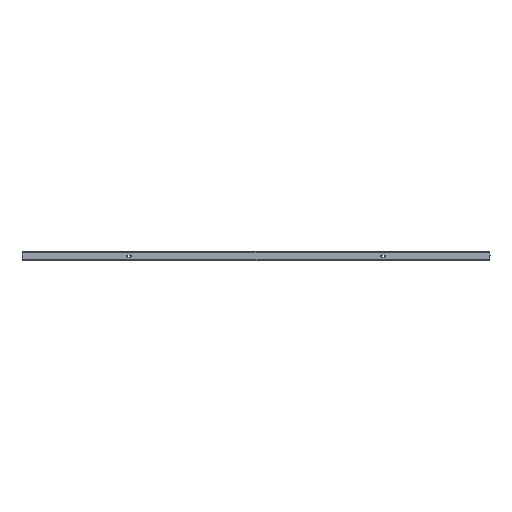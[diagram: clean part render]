
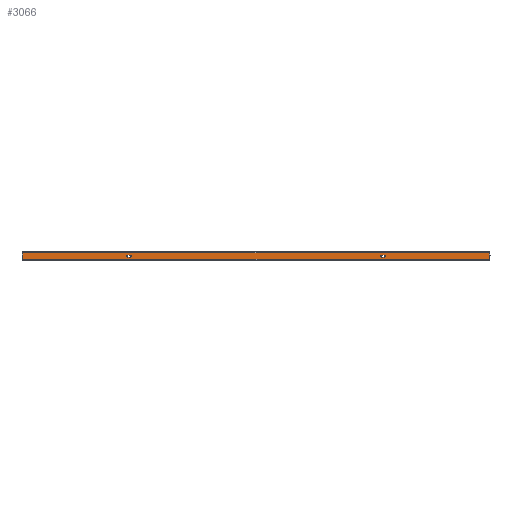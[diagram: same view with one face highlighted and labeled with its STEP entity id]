
A CAD part, left-side view. The second image highlights one B-rep face of the part: STEP entity #3066.
In plain terms, the highlighted planar face has unit normal (-1, 0, 0).
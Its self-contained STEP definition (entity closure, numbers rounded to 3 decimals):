
#30 = DIRECTION ( 'NONE',  ( 1., 0., 0. ) ) ;
#83 = LINE ( 'NONE', #3223, #1639 ) ;
#84 = ORIENTED_EDGE ( 'NONE', *, *, #2766, .T. ) ;
#89 = VERTEX_POINT ( 'NONE', #6745 ) ;
#165 = AXIS2_PLACEMENT_3D ( 'NONE', #207, #3509, #6966 ) ;
#207 = CARTESIAN_POINT ( 'NONE',  ( -244., -345.7, -13. ) ) ;
#217 = EDGE_LOOP ( 'NONE', ( #2219, #6988, #7517, #6565 ) ) ;
#272 = EDGE_CURVE ( 'NONE', #7356, #9149, #6319, .T. ) ;
#385 = VECTOR ( 'NONE', #9620, 1000. ) ;
#446 = EDGE_CURVE ( 'NONE', #7637, #89, #7501, .T. ) ;
#756 = VECTOR ( 'NONE', #3944, 1000. ) ;
#883 = LINE ( 'NONE', #3367, #3679 ) ;
#947 = AXIS2_PLACEMENT_3D ( 'NONE', #5826, #30, #2424 ) ;
#1004 = CARTESIAN_POINT ( 'NONE',  ( -244., 641.929, -22. ) ) ;
#1139 = DIRECTION ( 'NONE',  ( 0., 0., -1. ) ) ;
#1271 = EDGE_CURVE ( 'NONE', #7959, #6147, #9465, .T. ) ;
#1321 = CARTESIAN_POINT ( 'NONE',  ( -244., 352.7, -15.5 ) ) ;
#1390 = VERTEX_POINT ( 'NONE', #7600 ) ;
#1403 = FACE_BOUND ( 'NONE', #7989, .T. ) ;
#1476 = CARTESIAN_POINT ( 'NONE',  ( -244., -352.7, -10.5 ) ) ;
#1486 = CARTESIAN_POINT ( 'NONE',  ( -244., -345.7, -15.5 ) ) ;
#1639 = VECTOR ( 'NONE', #3438, 1000. ) ;
#1692 = CARTESIAN_POINT ( 'NONE',  ( -244., 641.929, 0. ) ) ;
#1770 = ORIENTED_EDGE ( 'NONE', *, *, #6557, .T. ) ;
#2065 = DIRECTION ( 'NONE',  ( 0., -1., 0. ) ) ;
#2219 = ORIENTED_EDGE ( 'NONE', *, *, #272, .T. ) ;
#2424 = DIRECTION ( 'NONE',  ( 0., 0., -1. ) ) ;
#2678 = VECTOR ( 'NONE', #8712, 1000. ) ;
#2766 = EDGE_CURVE ( 'NONE', #8188, #9212, #10560, .T. ) ;
#2795 = LINE ( 'NONE', #1692, #8838 ) ;
#2904 = EDGE_CURVE ( 'NONE', #1390, #7356, #2795, .T. ) ;
#2925 = CARTESIAN_POINT ( 'NONE',  ( -244., -644., -4. ) ) ;
#2991 = VERTEX_POINT ( 'NONE', #7760 ) ;
#3066 = ADVANCED_FACE ( 'NONE', ( #8800, #1403, #5392 ), #7871, .F. ) ;
#3113 = DIRECTION ( 'NONE',  ( 1., 0., 0. ) ) ;
#3208 = CARTESIAN_POINT ( 'NONE',  ( -244., 345.7, -10.5 ) ) ;
#3223 = CARTESIAN_POINT ( 'NONE',  ( -244., 352.7, -15.5 ) ) ;
#3260 = EDGE_CURVE ( 'NONE', #89, #8188, #6324, .T. ) ;
#3367 = CARTESIAN_POINT ( 'NONE',  ( -244., -641.929, -2. ) ) ;
#3438 = DIRECTION ( 'NONE',  ( 0., 1., 0. ) ) ;
#3509 = DIRECTION ( 'NONE',  ( 1., 0., 0. ) ) ;
#3549 = DIRECTION ( 'NONE',  ( 0., 0., -1. ) ) ;
#3679 = VECTOR ( 'NONE', #5040, 1000. ) ;
#3944 = DIRECTION ( 'NONE',  ( 0., -1., 0. ) ) ;
#3991 = AXIS2_PLACEMENT_3D ( 'NONE', #5790, #8160, #8274 ) ;
#4082 = ORIENTED_EDGE ( 'NONE', *, *, #5593, .T. ) ;
#4608 = VERTEX_POINT ( 'NONE', #6581 ) ;
#5040 = DIRECTION ( 'NONE',  ( 0., 0., -1. ) ) ;
#5054 = CARTESIAN_POINT ( 'NONE',  ( -244., -345.7, -10.5 ) ) ;
#5118 = CARTESIAN_POINT ( 'NONE',  ( -244., 345.7, -13. ) ) ;
#5392 = FACE_OUTER_BOUND ( 'NONE', #217, .T. ) ;
#5403 = CARTESIAN_POINT ( 'NONE',  ( -244., 352.7, -10.5 ) ) ;
#5530 = CARTESIAN_POINT ( 'NONE',  ( -244., 345.7, -15.5 ) ) ;
#5593 = EDGE_CURVE ( 'NONE', #6147, #10219, #6899, .T. ) ;
#5610 = CARTESIAN_POINT ( 'NONE',  ( -244., 641.929, -22. ) ) ;
#5790 = CARTESIAN_POINT ( 'NONE',  ( -244., -352.7, -13. ) ) ;
#5826 = CARTESIAN_POINT ( 'NONE',  ( -244., 352.7, -13. ) ) ;
#5906 = AXIS2_PLACEMENT_3D ( 'NONE', #5118, #5928, #3549 ) ;
#5928 = DIRECTION ( 'NONE',  ( 1., 0., 0. ) ) ;
#6147 = VERTEX_POINT ( 'NONE', #1486 ) ;
#6319 = LINE ( 'NONE', #5610, #6654 ) ;
#6324 = LINE ( 'NONE', #5403, #385 ) ;
#6330 = LINE ( 'NONE', #1476, #756 ) ;
#6557 = EDGE_CURVE ( 'NONE', #2991, #7959, #7437, .T. ) ;
#6565 = ORIENTED_EDGE ( 'NONE', *, *, #2904, .T. ) ;
#6581 = CARTESIAN_POINT ( 'NONE',  ( -244., -641.929, -4. ) ) ;
#6654 = VECTOR ( 'NONE', #10526, 1000. ) ;
#6745 = CARTESIAN_POINT ( 'NONE',  ( -244., 352.7, -10.5 ) ) ;
#6899 = CIRCLE ( 'NONE', #165, 2.5 ) ;
#6940 = CARTESIAN_POINT ( 'NONE',  ( -244., -352.7, -15.5 ) ) ;
#6952 = AXIS2_PLACEMENT_3D ( 'NONE', #10521, #3113, #8850 ) ;
#6966 = DIRECTION ( 'NONE',  ( 0., 0., 1. ) ) ;
#6988 = ORIENTED_EDGE ( 'NONE', *, *, #10270, .F. ) ;
#7104 = ORIENTED_EDGE ( 'NONE', *, *, #3260, .T. ) ;
#7356 = VERTEX_POINT ( 'NONE', #1004 ) ;
#7437 = CIRCLE ( 'NONE', #3991, 2.5 ) ;
#7501 = CIRCLE ( 'NONE', #947, 2.5 ) ;
#7517 = ORIENTED_EDGE ( 'NONE', *, *, #9677, .F. ) ;
#7600 = CARTESIAN_POINT ( 'NONE',  ( -244., 641.929, -4. ) ) ;
#7637 = VERTEX_POINT ( 'NONE', #1321 ) ;
#7659 = EDGE_CURVE ( 'NONE', #9212, #7637, #83, .T. ) ;
#7760 = CARTESIAN_POINT ( 'NONE',  ( -244., -352.7, -10.5 ) ) ;
#7871 = PLANE ( 'NONE',  #6952 ) ;
#7959 = VERTEX_POINT ( 'NONE', #6940 ) ;
#7989 = EDGE_LOOP ( 'NONE', ( #10261, #1770, #9430, #4082 ) ) ;
#8051 = VECTOR ( 'NONE', #2065, 1000. ) ;
#8084 = ORIENTED_EDGE ( 'NONE', *, *, #446, .T. ) ;
#8160 = DIRECTION ( 'NONE',  ( 1., 0., 0. ) ) ;
#8188 = VERTEX_POINT ( 'NONE', #3208 ) ;
#8274 = DIRECTION ( 'NONE',  ( 0., 0., 1. ) ) ;
#8712 = DIRECTION ( 'NONE',  ( 0., 1., 0. ) ) ;
#8800 = FACE_BOUND ( 'NONE', #10289, .T. ) ;
#8838 = VECTOR ( 'NONE', #1139, 1000. ) ;
#8850 = DIRECTION ( 'NONE',  ( 0., 0., -1. ) ) ;
#8897 = ORIENTED_EDGE ( 'NONE', *, *, #7659, .T. ) ;
#8912 = CARTESIAN_POINT ( 'NONE',  ( -244., -352.7, -15.5 ) ) ;
#9149 = VERTEX_POINT ( 'NONE', #10218 ) ;
#9212 = VERTEX_POINT ( 'NONE', #5530 ) ;
#9430 = ORIENTED_EDGE ( 'NONE', *, *, #1271, .T. ) ;
#9465 = LINE ( 'NONE', #8912, #2678 ) ;
#9466 = LINE ( 'NONE', #2925, #8051 ) ;
#9620 = DIRECTION ( 'NONE',  ( 0., -1., 0. ) ) ;
#9677 = EDGE_CURVE ( 'NONE', #1390, #4608, #9466, .T. ) ;
#10218 = CARTESIAN_POINT ( 'NONE',  ( -244., -641.929, -22. ) ) ;
#10219 = VERTEX_POINT ( 'NONE', #5054 ) ;
#10261 = ORIENTED_EDGE ( 'NONE', *, *, #10613, .T. ) ;
#10270 = EDGE_CURVE ( 'NONE', #4608, #9149, #883, .T. ) ;
#10289 = EDGE_LOOP ( 'NONE', ( #8897, #8084, #7104, #84 ) ) ;
#10521 = CARTESIAN_POINT ( 'NONE',  ( -244., 0., 0. ) ) ;
#10526 = DIRECTION ( 'NONE',  ( 0., -1., 0. ) ) ;
#10560 = CIRCLE ( 'NONE', #5906, 2.5 ) ;
#10613 = EDGE_CURVE ( 'NONE', #10219, #2991, #6330, .T. ) ;
